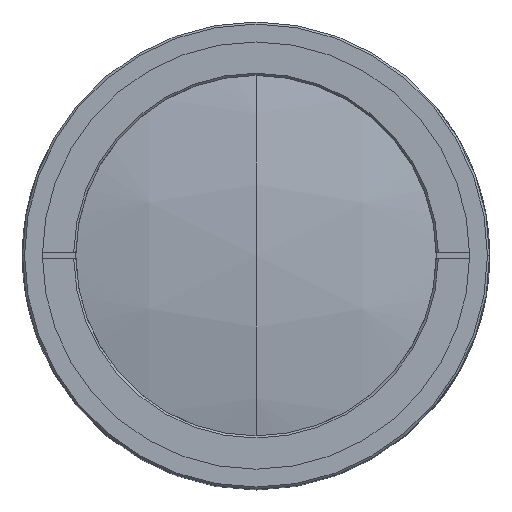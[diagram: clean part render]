
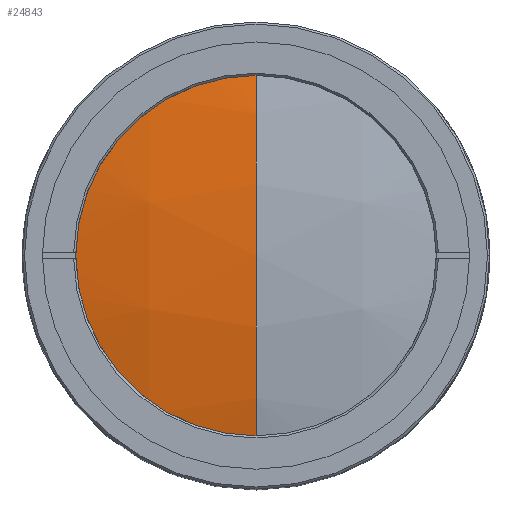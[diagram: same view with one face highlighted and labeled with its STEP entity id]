
A CAD part, top view. The second image highlights one B-rep face of the part: STEP entity #24843.
In plain terms, the highlighted spherical face has radius 109.4 mm.
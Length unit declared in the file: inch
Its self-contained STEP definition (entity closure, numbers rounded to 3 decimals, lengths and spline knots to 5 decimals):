
#6503 = CARTESIAN_POINT ( 'NONE',  ( 0., 0., -0.15157 ) ) ;
#6523 = CIRCLE ( 'NONE', #6578, 4.30709 ) ;
#6543 = DIRECTION ( 'NONE',  ( 0., 0., -1. ) ) ;
#6544 = DIRECTION ( 'NONE',  ( 1., 0., 0. ) ) ;
#6545 = CARTESIAN_POINT ( 'NONE',  ( 0., 0., -4.45866 ) ) ;
#6546 = AXIS2_PLACEMENT_3D ( 'NONE', #6545, #6544, #6543 ) ;
#6547 = CIRCLE ( 'NONE', #6546, 4.30709 ) ;
#6575 = DIRECTION ( 'NONE',  ( 0., -1., 0. ) ) ;
#6576 = DIRECTION ( 'NONE',  ( -1., 0., 0. ) ) ;
#6577 = CARTESIAN_POINT ( 'NONE',  ( 0., 0., -4.45866 ) ) ;
#6578 = AXIS2_PLACEMENT_3D ( 'NONE', #6577, #6576, #6575 ) ;
#6647 = CARTESIAN_POINT ( 'NONE',  ( 0., -1., -0.26927 ) ) ;
#14451 = CIRCLE ( 'NONE', #14456, 1. ) ;
#14456 = AXIS2_PLACEMENT_3D ( 'NONE', #14512, #14511, #14510 ) ;
#14481 = CARTESIAN_POINT ( 'NONE',  ( 0., 0., -4.45866 ) ) ;
#14482 = AXIS2_PLACEMENT_3D ( 'NONE', #14481, #14538, #14537 ) ;
#14485 = SPHERICAL_SURFACE ( 'NONE', #14482, 4.30709 ) ;
#14508 = FACE_OUTER_BOUND ( 'NONE', #24821, .T. ) ;
#14509 = CARTESIAN_POINT ( 'NONE',  ( 0., 1., -0.26927 ) ) ;
#14510 = DIRECTION ( 'NONE',  ( 0., -1., 0. ) ) ;
#14511 = DIRECTION ( 'NONE',  ( 0., 0., 1. ) ) ;
#14512 = CARTESIAN_POINT ( 'NONE',  ( 0., 0., -0.26927 ) ) ;
#14537 = DIRECTION ( 'NONE',  ( 0., 1., 0. ) ) ;
#14538 = DIRECTION ( 'NONE',  ( -1., 0., 0. ) ) ;
#24785 = VERTEX_POINT ( 'NONE', #6503 ) ;
#24787 = ORIENTED_EDGE ( 'NONE', *, *, #24797, .T. ) ;
#24788 = EDGE_CURVE ( 'NONE', #24842, #24785, #6547, .T. ) ;
#24791 = ORIENTED_EDGE ( 'NONE', *, *, #24788, .F. ) ;
#24797 = EDGE_CURVE ( 'NONE', #24822, #24785, #6523, .T. ) ;
#24802 = ORIENTED_EDGE ( 'NONE', *, *, #24841, .T. ) ;
#24821 = EDGE_LOOP ( 'NONE', ( #24802, #24787, #24791 ) ) ;
#24822 = VERTEX_POINT ( 'NONE', #6647 ) ;
#24841 = EDGE_CURVE ( 'NONE', #24842, #24822, #14451, .T. ) ;
#24842 = VERTEX_POINT ( 'NONE', #14509 ) ;
#24843 = ADVANCED_FACE ( 'NONE', ( #14508 ), #14485, .T. ) ;
